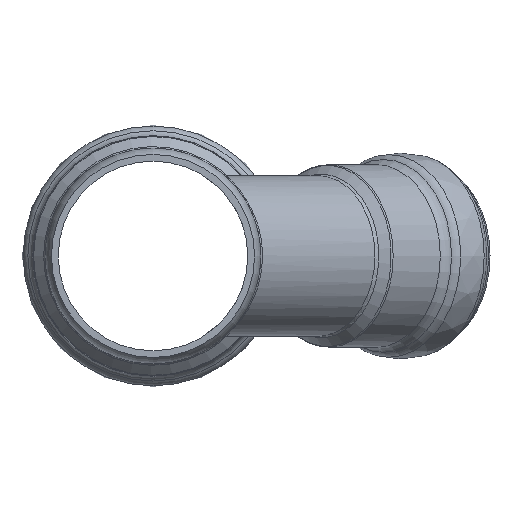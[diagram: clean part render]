
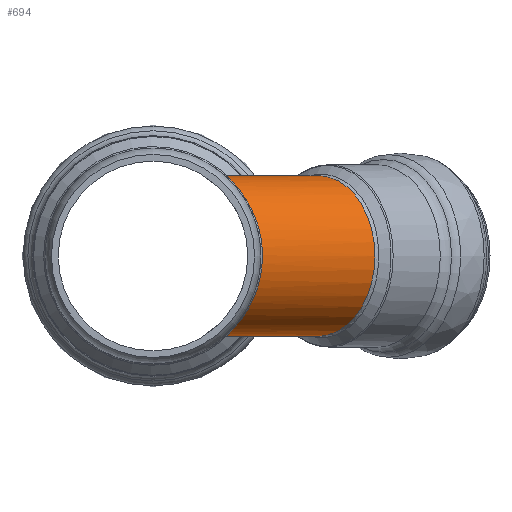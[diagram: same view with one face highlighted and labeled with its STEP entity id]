
A CAD part, front view. The second image highlights one B-rep face of the part: STEP entity #694.
In plain terms, the highlighted cylindrical face has radius 29 mm (diameter 58 mm), a partial arc.
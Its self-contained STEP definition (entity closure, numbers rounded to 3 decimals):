
#107=CIRCLE('',#750,29.);
#162=CYLINDRICAL_SURFACE('',#749,29.);
#175=FACE_OUTER_BOUND('',#229,.T.);
#229=EDGE_LOOP('',(#528,#529));
#337=B_SPLINE_CURVE_WITH_KNOTS('',3,(#1464,#1465,#1466,#1467,#1468,#1469,
#1470,#1471,#1472,#1473,#1474,#1475,#1476,#1477,#1478,#1479,#1480,#1481,
#1482,#1483,#1484,#1485,#1486,#1487,#1488,#1489,#1490,#1491),
 .UNSPECIFIED.,.F.,.F.,(4,1,1,1,1,1,1,1,1,1,1,1,1,1,1,1,1,1,1,1,1,1,1,1,
1,4),(0.49,0.947,1.769,3.413,
4.509,5.605,6.153,6.701,7.797,
8.345,8.893,9.989,11.085,12.181,
13.277,14.373,14.921,15.469,16.017,
16.565,17.661,18.757,19.853,21.497,
22.319,22.776),.UNSPECIFIED.);
#362=VERTEX_POINT('',#1456);
#363=VERTEX_POINT('',#1463);
#438=EDGE_CURVE('',#362,#363,#337,.T.);
#440=EDGE_CURVE('',#363,#362,#107,.T.);
#528=ORIENTED_EDGE('',*,*,#438,.F.);
#529=ORIENTED_EDGE('',*,*,#440,.F.);
#694=ADVANCED_FACE('',(#175),#162,.T.);
#749=AXIS2_PLACEMENT_3D('',#1500,#858,#859);
#750=AXIS2_PLACEMENT_3D('',#1501,#860,#861);
#858=DIRECTION('center_axis',(-0.707,-0.707,0.));
#859=DIRECTION('ref_axis',(0.707,-0.707,0.));
#860=DIRECTION('center_axis',(0.707,0.707,0.));
#861=DIRECTION('ref_axis',(-0.707,0.707,0.));
#1456=CARTESIAN_POINT('',(40.708,137.862,-10.638));
#1463=CARTESIAN_POINT('',(40.708,137.862,10.638));
#1464=CARTESIAN_POINT('Ctrl Pts',(40.708,137.863,-10.639));
#1465=CARTESIAN_POINT('Ctrl Pts',(40.36,136.923,-11.702));
#1466=CARTESIAN_POINT('Ctrl Pts',(39.297,134.035,-14.455));
#1467=CARTESIAN_POINT('Ctrl Pts',(36.586,126.491,-19.538));
#1468=CARTESIAN_POINT('Ctrl Pts',(33.102,116.188,-23.829));
#1469=CARTESIAN_POINT('Ctrl Pts',(29.757,104.529,-26.976));
#1470=CARTESIAN_POINT('Ctrl Pts',(27.847,95.891,-28.424));
#1471=CARTESIAN_POINT('Ctrl Pts',(26.946,88.845,-28.994));
#1472=CARTESIAN_POINT('Ctrl Pts',(26.609,81.769,-29.06));
#1473=CARTESIAN_POINT('Ctrl Pts',(27.6,74.771,-28.082));
#1474=CARTESIAN_POINT('Ctrl Pts',(30.099,68.869,-25.392));
#1475=CARTESIAN_POINT('Ctrl Pts',(33.131,63.999,-21.58));
#1476=CARTESIAN_POINT('Ctrl Pts',(36.984,59.851,-14.975));
#1477=CARTESIAN_POINT('Ctrl Pts',(39.696,57.475,-5.208));
#1478=CARTESIAN_POINT('Ctrl Pts',(39.697,57.475,5.208));
#1479=CARTESIAN_POINT('Ctrl Pts',(36.983,59.852,14.976));
#1480=CARTESIAN_POINT('Ctrl Pts',(33.135,63.997,21.579));
#1481=CARTESIAN_POINT('Ctrl Pts',(30.094,68.871,25.394));
#1482=CARTESIAN_POINT('Ctrl Pts',(28.235,73.291,27.408));
#1483=CARTESIAN_POINT('Ctrl Pts',(27.087,78.277,28.576));
#1484=CARTESIAN_POINT('Ctrl Pts',(26.582,85.289,29.193));
#1485=CARTESIAN_POINT('Ctrl Pts',(27.472,94.167,28.708));
#1486=CARTESIAN_POINT('Ctrl Pts',(29.755,104.528,26.978));
#1487=CARTESIAN_POINT('Ctrl Pts',(33.104,116.19,23.828));
#1488=CARTESIAN_POINT('Ctrl Pts',(36.585,126.49,19.539));
#1489=CARTESIAN_POINT('Ctrl Pts',(39.297,134.036,14.455));
#1490=CARTESIAN_POINT('Ctrl Pts',(40.36,136.923,11.702));
#1491=CARTESIAN_POINT('Ctrl Pts',(40.708,137.863,10.639));
#1500=CARTESIAN_POINT('Origin',(30.185,89.185,0.));
#1501=CARTESIAN_POINT('Origin',(59.784,118.784,0.));
